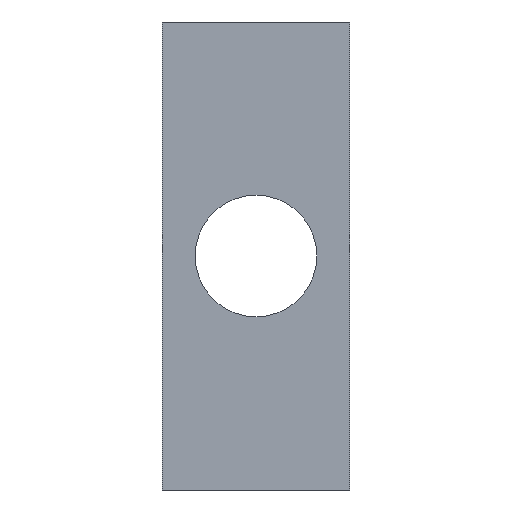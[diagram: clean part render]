
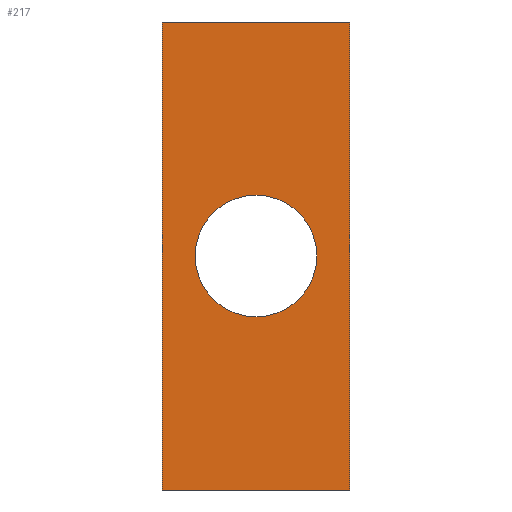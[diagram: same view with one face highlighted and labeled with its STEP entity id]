
A CAD part, left-side view. The second image highlights one B-rep face of the part: STEP entity #217.
In plain terms, the highlighted planar face has unit normal (-1, 0, 0).
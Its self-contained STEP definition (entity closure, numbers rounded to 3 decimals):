
#20=FACE_BOUND('',#56,.T.);
#28=PLANE('',#248);
#39=FACE_OUTER_BOUND('',#55,.T.);
#55=EDGE_LOOP('',(#199,#200,#201,#202));
#56=EDGE_LOOP('',(#203));
#71=LINE('',#350,#92);
#73=LINE('',#354,#94);
#75=LINE('',#358,#96);
#77=LINE('',#361,#98);
#92=VECTOR('',#291,10.);
#94=VECTOR('',#295,10.);
#96=VECTOR('',#299,10.);
#98=VECTOR('',#303,10.);
#104=CIRCLE('',#240,2.6);
#110=VERTEX_POINT('',#322);
#119=VERTEX_POINT('',#347);
#120=VERTEX_POINT('',#349);
#121=VERTEX_POINT('',#353);
#122=VERTEX_POINT('',#357);
#131=EDGE_CURVE('',#110,#110,#104,.T.);
#143=EDGE_CURVE('',#120,#119,#71,.T.);
#145=EDGE_CURVE('',#121,#120,#73,.T.);
#147=EDGE_CURVE('',#122,#121,#75,.T.);
#149=EDGE_CURVE('',#119,#122,#77,.T.);
#199=ORIENTED_EDGE('',*,*,#149,.T.);
#200=ORIENTED_EDGE('',*,*,#147,.T.);
#201=ORIENTED_EDGE('',*,*,#145,.T.);
#202=ORIENTED_EDGE('',*,*,#143,.T.);
#203=ORIENTED_EDGE('',*,*,#131,.T.);
#217=ADVANCED_FACE('',(#39,#20),#28,.T.);
#240=AXIS2_PLACEMENT_3D('',#324,#270,#271);
#248=AXIS2_PLACEMENT_3D('',#362,#304,#305);
#270=DIRECTION('center_axis',(1.,0.,0.));
#271=DIRECTION('ref_axis',(0.,1.,0.));
#291=DIRECTION('',(0.,0.,-1.));
#295=DIRECTION('',(0.,1.,0.));
#299=DIRECTION('',(0.,0.,1.));
#303=DIRECTION('',(0.,-1.,0.));
#304=DIRECTION('center_axis',(-1.,0.,0.));
#305=DIRECTION('ref_axis',(0.,0.,1.));
#322=CARTESIAN_POINT('',(-3.,1.4,10.));
#324=CARTESIAN_POINT('Origin',(-3.,4.,10.));
#347=CARTESIAN_POINT('',(-3.,8.,0.));
#349=CARTESIAN_POINT('',(-3.,8.,20.));
#350=CARTESIAN_POINT('',(-3.,8.,0.));
#353=CARTESIAN_POINT('',(-3.,0.,20.));
#354=CARTESIAN_POINT('',(-3.,0.,20.));
#357=CARTESIAN_POINT('',(-3.,0.,0.));
#358=CARTESIAN_POINT('',(-3.,0.,17.));
#361=CARTESIAN_POINT('',(-3.,0.,0.));
#362=CARTESIAN_POINT('Origin',(-3.,4.,10.));
